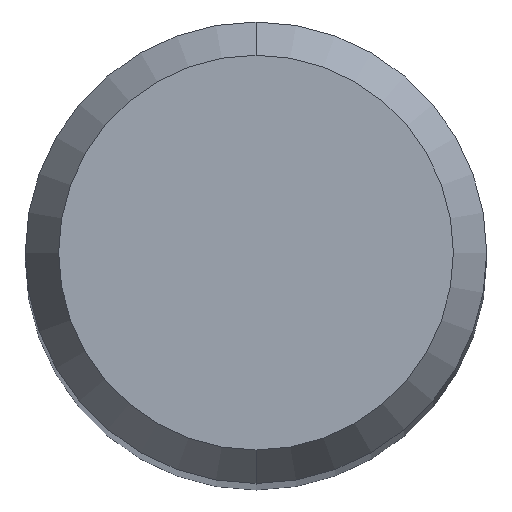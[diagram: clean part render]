
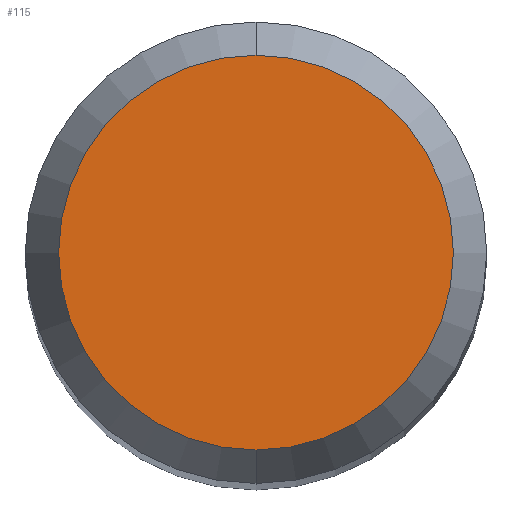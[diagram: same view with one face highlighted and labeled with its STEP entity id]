
A CAD part, top view. The second image highlights one B-rep face of the part: STEP entity #115.
In plain terms, the highlighted planar face has unit normal (0, 0, 1).
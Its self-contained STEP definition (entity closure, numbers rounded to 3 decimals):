
#115=ADVANCED_FACE('',(#269),#270,.T.);
#127=VERTEX_POINT('',#282);
#139=EDGE_CURVE('',#227,#127,#295,.T.);
#203=EDGE_CURVE('',#127,#227,#369,.T.);
#227=VERTEX_POINT('',#395);
#269=FACE_OUTER_BOUND('',#434,.T.);
#270=PLANE('',#435);
#282=CARTESIAN_POINT('',(0.,-1.358,0.0));
#295=CIRCLE('',#469,1.358);
#369=CIRCLE('',#562,1.358);
#395=CARTESIAN_POINT('',(0.0,1.358,0.0));
#434=EDGE_LOOP('',(#627,#628));
#435=AXIS2_PLACEMENT_3D('',#629,#630,#631);
#469=AXIS2_PLACEMENT_3D('',#648,#649,#650);
#562=AXIS2_PLACEMENT_3D('',#762,#763,#764);
#627=ORIENTED_EDGE('',*,*,#139,.F.);
#628=ORIENTED_EDGE('',*,*,#203,.F.);
#629=CARTESIAN_POINT('',(0.0,0.679,0.0));
#630=DIRECTION('',(-0.0,0.0,1.0));
#631=DIRECTION('',(0.0,-1.0,0.0));
#648=CARTESIAN_POINT('',(0.0,0.0,0.0));
#649=DIRECTION('',(0.0,0.0,-1.0));
#650=DIRECTION('',(0.0,1.0,0.0));
#762=CARTESIAN_POINT('',(0.0,0.0,0.0));
#763=DIRECTION('',(0.0,0.0,-1.0));
#764=DIRECTION('',(0.0,1.0,0.0));
